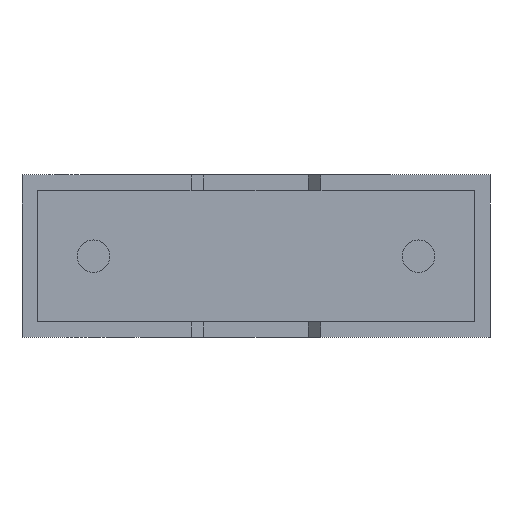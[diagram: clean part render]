
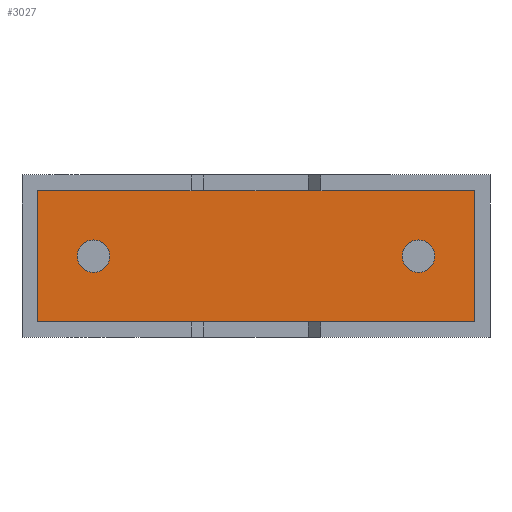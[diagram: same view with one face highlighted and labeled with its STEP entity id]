
A CAD part, front view. The second image highlights one B-rep face of the part: STEP entity #3027.
In plain terms, the highlighted planar face has unit normal (0, -1, 0).
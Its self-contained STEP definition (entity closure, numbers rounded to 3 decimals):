
#38 = LINE ( 'NONE', #2426, #1602 ) ;
#91 = DIRECTION ( 'NONE',  ( 0., 0., -1. ) ) ;
#112 = VERTEX_POINT ( 'NONE', #314 ) ;
#147 = CARTESIAN_POINT ( 'NONE',  ( 6.96, 0.75, 2.26 ) ) ;
#165 = FACE_BOUND ( 'NONE', #2505, .T. ) ;
#178 = VERTEX_POINT ( 'NONE', #147 ) ;
#197 = DIRECTION ( 'NONE',  ( 0., 0., -1. ) ) ;
#217 = DIRECTION ( 'NONE',  ( 0., -1., 0. ) ) ;
#253 = CIRCLE ( 'NONE', #2332, 0.25 ) ;
#281 = VERTEX_POINT ( 'NONE', #1716 ) ;
#294 = DIRECTION ( 'NONE',  ( -1., 0., 0. ) ) ;
#314 = CARTESIAN_POINT ( 'NONE',  ( 6.96, 0.75, 0.24 ) ) ;
#529 = EDGE_LOOP ( 'NONE', ( #1717, #2454, #2348, #2759 ) ) ;
#530 = CARTESIAN_POINT ( 'NONE',  ( 1.1, 0.75, 1.25 ) ) ;
#555 = VERTEX_POINT ( 'NONE', #1012 ) ;
#560 = VERTEX_POINT ( 'NONE', #1738 ) ;
#576 = FACE_BOUND ( 'NONE', #641, .T. ) ;
#591 = EDGE_CURVE ( 'NONE', #1612, #560, #2774, .T. ) ;
#629 = DIRECTION ( 'NONE',  ( 0., -1., 0. ) ) ;
#641 = EDGE_LOOP ( 'NONE', ( #1505, #1296 ) ) ;
#662 = CARTESIAN_POINT ( 'NONE',  ( 0.24, 0.75, 2.26 ) ) ;
#726 = CARTESIAN_POINT ( 'NONE',  ( 6.1, 0.75, 1.25 ) ) ;
#740 = AXIS2_PLACEMENT_3D ( 'NONE', #2732, #629, #1998 ) ;
#952 = CARTESIAN_POINT ( 'NONE',  ( 0.24, 0.75, 0.24 ) ) ;
#1012 = CARTESIAN_POINT ( 'NONE',  ( 6.1, 0.75, 1.5 ) ) ;
#1018 = VERTEX_POINT ( 'NONE', #2046 ) ;
#1024 = LINE ( 'NONE', #952, #1233 ) ;
#1116 = AXIS2_PLACEMENT_3D ( 'NONE', #2341, #1852, #1635 ) ;
#1233 = VECTOR ( 'NONE', #2913, 1000. ) ;
#1263 = DIRECTION ( 'NONE',  ( 0., 0., -1. ) ) ;
#1296 = ORIENTED_EDGE ( 'NONE', *, *, #591, .F. ) ;
#1297 = PLANE ( 'NONE',  #1116 ) ;
#1353 = ORIENTED_EDGE ( 'NONE', *, *, #2854, .F. ) ;
#1359 = DIRECTION ( 'NONE',  ( 0., -1., 0. ) ) ;
#1393 = EDGE_CURVE ( 'NONE', #1018, #3032, #2786, .T. ) ;
#1431 = DIRECTION ( 'NONE',  ( 0., 0., 1. ) ) ;
#1454 = CIRCLE ( 'NONE', #2014, 0.25 ) ;
#1503 = DIRECTION ( 'NONE',  ( 0., -1., 0. ) ) ;
#1505 = ORIENTED_EDGE ( 'NONE', *, *, #2994, .F. ) ;
#1602 = VECTOR ( 'NONE', #1431, 1000. ) ;
#1612 = VERTEX_POINT ( 'NONE', #1664 ) ;
#1635 = DIRECTION ( 'NONE',  ( 0., 0., -1. ) ) ;
#1664 = CARTESIAN_POINT ( 'NONE',  ( 1.1, 0.75, 1. ) ) ;
#1716 = CARTESIAN_POINT ( 'NONE',  ( 6.1, 0.75, 1. ) ) ;
#1717 = ORIENTED_EDGE ( 'NONE', *, *, #1393, .T. ) ;
#1738 = CARTESIAN_POINT ( 'NONE',  ( 1.1, 0.75, 1.5 ) ) ;
#1843 = EDGE_CURVE ( 'NONE', #112, #178, #38, .T. ) ;
#1852 = DIRECTION ( 'NONE',  ( 0., -1., 0. ) ) ;
#1887 = VECTOR ( 'NONE', #294, 1000. ) ;
#1998 = DIRECTION ( 'NONE',  ( 0., 0., -1. ) ) ;
#2014 = AXIS2_PLACEMENT_3D ( 'NONE', #2593, #1359, #2108 ) ;
#2046 = CARTESIAN_POINT ( 'NONE',  ( 0.24, 0.75, 2.26 ) ) ;
#2065 = FACE_OUTER_BOUND ( 'NONE', #529, .T. ) ;
#2108 = DIRECTION ( 'NONE',  ( 0., 0., -1. ) ) ;
#2223 = EDGE_CURVE ( 'NONE', #555, #281, #1454, .T. ) ;
#2332 = AXIS2_PLACEMENT_3D ( 'NONE', #726, #217, #1263 ) ;
#2341 = CARTESIAN_POINT ( 'NONE',  ( 0., 0.75, 0. ) ) ;
#2348 = ORIENTED_EDGE ( 'NONE', *, *, #1843, .T. ) ;
#2372 = CARTESIAN_POINT ( 'NONE',  ( 0.24, 0.75, 0.24 ) ) ;
#2426 = CARTESIAN_POINT ( 'NONE',  ( 6.96, 0.75, 0.24 ) ) ;
#2447 = VECTOR ( 'NONE', #197, 1000. ) ;
#2454 = ORIENTED_EDGE ( 'NONE', *, *, #2879, .T. ) ;
#2481 = CARTESIAN_POINT ( 'NONE',  ( 6.96, 0.75, 2.26 ) ) ;
#2505 = EDGE_LOOP ( 'NONE', ( #2764, #1353 ) ) ;
#2534 = AXIS2_PLACEMENT_3D ( 'NONE', #530, #1503, #91 ) ;
#2593 = CARTESIAN_POINT ( 'NONE',  ( 6.1, 0.75, 1.25 ) ) ;
#2647 = EDGE_CURVE ( 'NONE', #178, #1018, #2931, .T. ) ;
#2732 = CARTESIAN_POINT ( 'NONE',  ( 1.1, 0.75, 1.25 ) ) ;
#2759 = ORIENTED_EDGE ( 'NONE', *, *, #2647, .T. ) ;
#2764 = ORIENTED_EDGE ( 'NONE', *, *, #2223, .F. ) ;
#2774 = CIRCLE ( 'NONE', #2534, 0.25 ) ;
#2786 = LINE ( 'NONE', #662, #2447 ) ;
#2854 = EDGE_CURVE ( 'NONE', #281, #555, #253, .T. ) ;
#2879 = EDGE_CURVE ( 'NONE', #3032, #112, #1024, .T. ) ;
#2913 = DIRECTION ( 'NONE',  ( 1., 0., 0. ) ) ;
#2931 = LINE ( 'NONE', #2481, #1887 ) ;
#2994 = EDGE_CURVE ( 'NONE', #560, #1612, #3014, .T. ) ;
#3014 = CIRCLE ( 'NONE', #740, 0.25 ) ;
#3027 = ADVANCED_FACE ( 'NONE', ( #165, #2065, #576 ), #1297, .T. ) ;
#3032 = VERTEX_POINT ( 'NONE', #2372 ) ;
